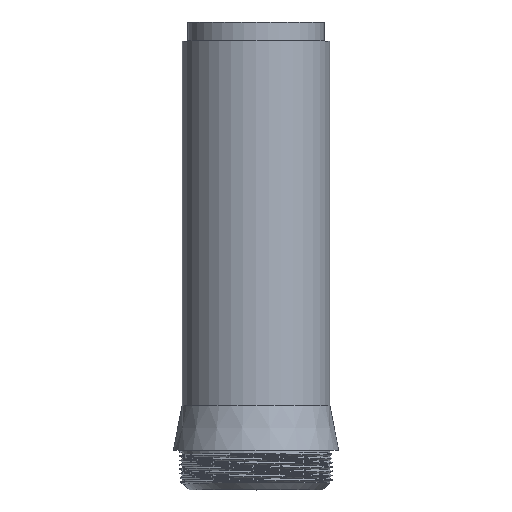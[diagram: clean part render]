
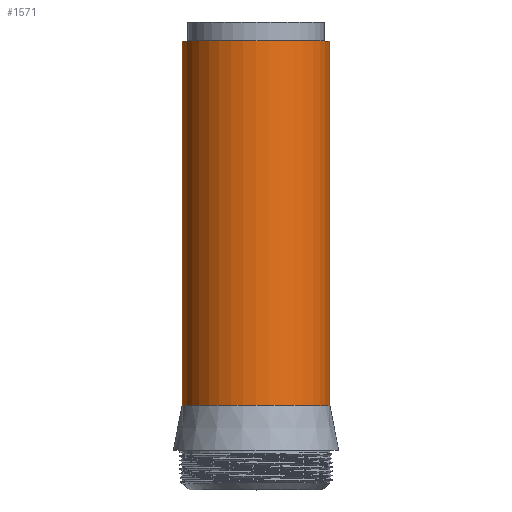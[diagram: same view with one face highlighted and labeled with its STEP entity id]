
A CAD part, top view. The second image highlights one B-rep face of the part: STEP entity #1571.
In plain terms, the highlighted cylindrical face has radius 21.45 mm (diameter 42.9 mm), a partial arc.
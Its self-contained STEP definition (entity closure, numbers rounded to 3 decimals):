
#1 = ORIENTED_EDGE ( 'NONE', *, *, #403, .F. ) ;
#58 = CYLINDRICAL_SURFACE ( 'NONE', #2173, 21.45 ) ;
#67 = CARTESIAN_POINT ( 'NONE',  ( 21.45, 120.895, 0. ) ) ;
#157 = VECTOR ( 'NONE', #1829, 1000. ) ;
#174 = EDGE_CURVE ( 'NONE', #283, #2053, #762, .T. ) ;
#203 = DIRECTION ( 'NONE',  ( 1., 0., 0. ) ) ;
#225 = FACE_OUTER_BOUND ( 'NONE', #1522, .T. ) ;
#235 = CIRCLE ( 'NONE', #2226, 21.45 ) ;
#251 = DIRECTION ( 'NONE',  ( 1., 0., 0. ) ) ;
#283 = VERTEX_POINT ( 'NONE', #993 ) ;
#343 = DIRECTION ( 'NONE',  ( 1., 0., 0. ) ) ;
#403 = EDGE_CURVE ( 'NONE', #764, #2053, #235, .T. ) ;
#447 = VERTEX_POINT ( 'NONE', #67 ) ;
#479 = CARTESIAN_POINT ( 'NONE',  ( -21.45, 14.966, 0. ) ) ;
#759 = DIRECTION ( 'NONE',  ( 0., -1., 0. ) ) ;
#762 = LINE ( 'NONE', #1119, #157 ) ;
#764 = VERTEX_POINT ( 'NONE', #1252 ) ;
#790 = ORIENTED_EDGE ( 'NONE', *, *, #2279, .T. ) ;
#902 = VECTOR ( 'NONE', #1144, 1000. ) ;
#930 = CARTESIAN_POINT ( 'NONE',  ( 21.45, -527.221, 0. ) ) ;
#993 = CARTESIAN_POINT ( 'NONE',  ( -21.45, 120.895, 0. ) ) ;
#1106 = DIRECTION ( 'NONE',  ( 0., -1., 0. ) ) ;
#1119 = CARTESIAN_POINT ( 'NONE',  ( -21.45, -527.221, 0. ) ) ;
#1144 = DIRECTION ( 'NONE',  ( 0., -1., 0. ) ) ;
#1209 = ORIENTED_EDGE ( 'NONE', *, *, #174, .T. ) ;
#1252 = CARTESIAN_POINT ( 'NONE',  ( 21.45, 14.966, 0. ) ) ;
#1278 = CARTESIAN_POINT ( 'NONE',  ( 0., 14.966, 0. ) ) ;
#1407 = DIRECTION ( 'NONE',  ( 0., -1., 0. ) ) ;
#1522 = EDGE_LOOP ( 'NONE', ( #790, #1209, #1, #1578 ) ) ;
#1534 = EDGE_CURVE ( 'NONE', #447, #764, #1996, .T. ) ;
#1571 = ADVANCED_FACE ( 'NONE', ( #225 ), #58, .T. ) ;
#1578 = ORIENTED_EDGE ( 'NONE', *, *, #1534, .F. ) ;
#1588 = CARTESIAN_POINT ( 'NONE',  ( 0., 120.895, 0. ) ) ;
#1605 = AXIS2_PLACEMENT_3D ( 'NONE', #1588, #1407, #343 ) ;
#1829 = DIRECTION ( 'NONE',  ( 0., -1., 0. ) ) ;
#1844 = CARTESIAN_POINT ( 'NONE',  ( 0., -527.221, 0. ) ) ;
#1996 = LINE ( 'NONE', #930, #902 ) ;
#2053 = VERTEX_POINT ( 'NONE', #479 ) ;
#2062 = CIRCLE ( 'NONE', #1605, 21.45 ) ;
#2173 = AXIS2_PLACEMENT_3D ( 'NONE', #1844, #1106, #203 ) ;
#2226 = AXIS2_PLACEMENT_3D ( 'NONE', #1278, #759, #251 ) ;
#2279 = EDGE_CURVE ( 'NONE', #447, #283, #2062, .T. ) ;
